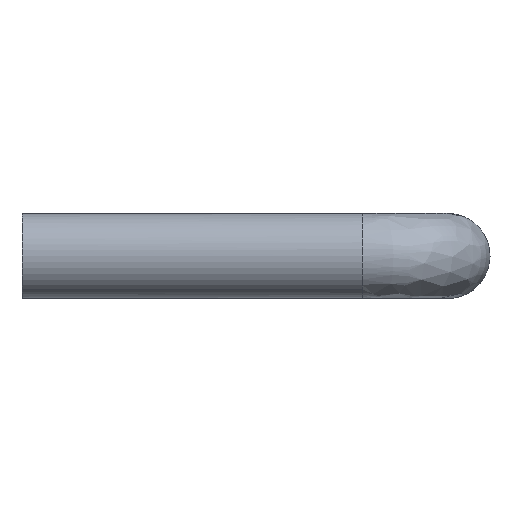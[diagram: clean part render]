
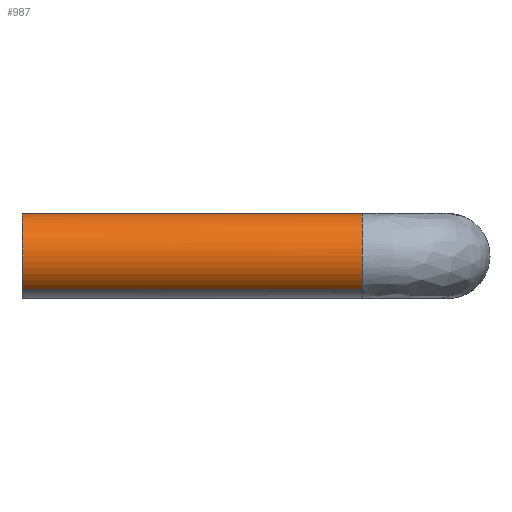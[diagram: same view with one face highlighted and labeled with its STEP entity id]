
A CAD part, left-side view. The second image highlights one B-rep face of the part: STEP entity #987.
In plain terms, the highlighted free-form (B-spline) face has degree [2, 1] with [5, 2] control points.
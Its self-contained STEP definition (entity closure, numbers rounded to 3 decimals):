
#874=CARTESIAN_POINT('',(1.245,0.4,1.565));
#875=CARTESIAN_POINT('',(-0.32,0.4,2.81));
#876=CARTESIAN_POINT('',(-1.565,0.4,1.245));
#877=CARTESIAN_POINT('',(-2.81,0.4,-0.32));
#878=CARTESIAN_POINT('',(-1.245,0.4,-1.565));
#879=CARTESIAN_POINT('',(1.245,-16.41,1.565));
#880=CARTESIAN_POINT('',(-0.32,-16.41,2.81));
#881=CARTESIAN_POINT('',(-1.565,-16.41,1.245));
#882=CARTESIAN_POINT('',(-2.81,-16.41,-0.32));
#883=CARTESIAN_POINT('',(-1.245,-16.41,-1.565));
#891=(BOUNDED_SURFACE()B_SPLINE_SURFACE(2,1,((#874,#879),(#875,#880),(#876,#881),(#877,#882),(#878,#883)),.UNSPECIFIED.,.F.,.F.,.U.)B_SPLINE_SURFACE_WITH_KNOTS((3,2,3),(2,2),(0.0,3.314,6.627),(0.0,16.81),.UNSPECIFIED.)GEOMETRIC_REPRESENTATION_ITEM()RATIONAL_B_SPLINE_SURFACE(((1.0,1.0),(0.707,0.707),(1.0,1.0),(0.707,0.707),(1.0,1.0)))REPRESENTATION_ITEM('')SURFACE());
#892=CARTESIAN_POINT('',(-0.025,-16.,2.));
#893=VERTEX_POINT('',#892);
#894=CARTESIAN_POINT('',(1.245,-16.0,1.565));
#895=VERTEX_POINT('',#894);
#896=CARTESIAN_POINT('',(-0.025,-16.,2.));
#897=CARTESIAN_POINT('',(-0.013,-16.,2.));
#898=CARTESIAN_POINT('',(0.,-16.0,2.0));
#899=CARTESIAN_POINT('',(0.698,-16.,2.));
#900=CARTESIAN_POINT('',(1.245,-16.,1.565));
#908=(BOUNDED_CURVE()B_SPLINE_CURVE(2,(#896,#897,#898,#899,#900),.UNSPECIFIED.,.F.,.U.)B_SPLINE_CURVE_WITH_KNOTS((3,2,3),(0.748,0.75,0.858),.UNSPECIFIED.)CURVE()GEOMETRIC_REPRESENTATION_ITEM()RATIONAL_B_SPLINE_CURVE((0.995,0.997,1.0,0.874,0.856))REPRESENTATION_ITEM(''));
#909=EDGE_CURVE('',#893,#895,#908,.T.);
#910=ORIENTED_EDGE('',*,*,#909,.T.);
#911=CARTESIAN_POINT('',(1.245,0.,1.565));
#912=VERTEX_POINT('',#911);
#913=CARTESIAN_POINT('',(1.245,0.,1.565));
#914=CARTESIAN_POINT('',(1.245,-16.0,1.565));
#915=QUASI_UNIFORM_CURVE('',1,(#913,#914),.UNSPECIFIED.,.F.,.U.);
#916=EDGE_CURVE('',#912,#895,#915,.T.);
#917=ORIENTED_EDGE('',*,*,#916,.F.);
#918=CARTESIAN_POINT('',(-2.0,0.0,0.0));
#919=VERTEX_POINT('',#918);
#920=CARTESIAN_POINT('',(-2.0,0.0,0.0));
#921=CARTESIAN_POINT('',(-2.,0.0,2.));
#922=CARTESIAN_POINT('',(0.0,0.0,2.0));
#923=CARTESIAN_POINT('',(0.698,0.0,2.));
#924=CARTESIAN_POINT('',(1.245,0.,1.565));
#932=(BOUNDED_CURVE()B_SPLINE_CURVE(2,(#920,#921,#922,#923,#924),.UNSPECIFIED.,.F.,.U.)B_SPLINE_CURVE_WITH_KNOTS((3,2,3),(0.5,0.75,0.858),.UNSPECIFIED.)CURVE()GEOMETRIC_REPRESENTATION_ITEM()RATIONAL_B_SPLINE_CURVE((1.0,0.707,1.0,0.874,0.856))REPRESENTATION_ITEM(''));
#933=EDGE_CURVE('',#919,#912,#932,.T.);
#934=ORIENTED_EDGE('',*,*,#933,.F.);
#935=CARTESIAN_POINT('',(-1.245,0.,-1.565));
#936=VERTEX_POINT('',#935);
#937=CARTESIAN_POINT('',(-1.245,0.,-1.565));
#938=CARTESIAN_POINT('',(-2.,0.0,-0.965));
#939=CARTESIAN_POINT('',(-2.0,0.0,0.0));
#947=(BOUNDED_CURVE()B_SPLINE_CURVE(2,(#937,#938,#939),.UNSPECIFIED.,.F.,.U.)B_SPLINE_CURVE_WITH_KNOTS((3,3),(0.358,0.5),.UNSPECIFIED.)CURVE()GEOMETRIC_REPRESENTATION_ITEM()RATIONAL_B_SPLINE_CURVE((0.856,0.833,1.0))REPRESENTATION_ITEM(''));
#948=EDGE_CURVE('',#936,#919,#947,.T.);
#949=ORIENTED_EDGE('',*,*,#948,.F.);
#950=CARTESIAN_POINT('',(-1.245,-16.,-1.565));
#951=VERTEX_POINT('',#950);
#952=CARTESIAN_POINT('',(-1.245,0.,-1.565));
#953=CARTESIAN_POINT('',(-1.245,-16.,-1.565));
#954=QUASI_UNIFORM_CURVE('',1,(#952,#953),.UNSPECIFIED.,.F.,.U.);
#955=EDGE_CURVE('',#936,#951,#954,.T.);
#956=ORIENTED_EDGE('',*,*,#955,.T.);
#957=CARTESIAN_POINT('',(-2.,-16.0,0.0));
#958=VERTEX_POINT('',#957);
#959=CARTESIAN_POINT('',(-1.245,-16.,-1.565));
#960=CARTESIAN_POINT('',(-2.,-16.,-0.965));
#961=CARTESIAN_POINT('',(-2.,-16.0,0.0));
#969=(BOUNDED_CURVE()B_SPLINE_CURVE(2,(#959,#960,#961),.UNSPECIFIED.,.F.,.U.)B_SPLINE_CURVE_WITH_KNOTS((3,3),(0.358,0.5),.UNSPECIFIED.)CURVE()GEOMETRIC_REPRESENTATION_ITEM()RATIONAL_B_SPLINE_CURVE((0.856,0.833,1.0))REPRESENTATION_ITEM(''));
#970=EDGE_CURVE('',#951,#958,#969,.T.);
#971=ORIENTED_EDGE('',*,*,#970,.T.);
#972=CARTESIAN_POINT('',(-2.,-16.0,0.0));
#973=CARTESIAN_POINT('',(-2.,-16.0,1.975));
#974=CARTESIAN_POINT('',(-0.025,-16.,2.));
#982=(BOUNDED_CURVE()B_SPLINE_CURVE(2,(#972,#973,#974),.UNSPECIFIED.,.F.,.U.)B_SPLINE_CURVE_WITH_KNOTS((3,3),(0.5,0.748),.UNSPECIFIED.)CURVE()GEOMETRIC_REPRESENTATION_ITEM()RATIONAL_B_SPLINE_CURVE((1.0,0.71,0.995))REPRESENTATION_ITEM(''));
#983=EDGE_CURVE('',#958,#893,#982,.T.);
#984=ORIENTED_EDGE('',*,*,#983,.T.);
#985=EDGE_LOOP('',(#910,#917,#934,#949,#956,#971,#984));
#986=FACE_OUTER_BOUND('',#985,.T.);
#987=ADVANCED_FACE('',(#986),#891,.T.);
